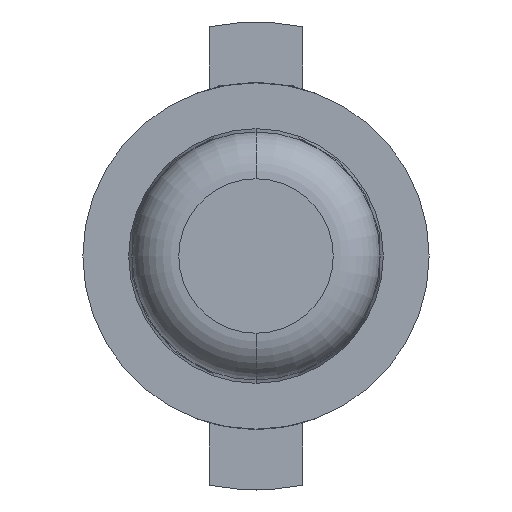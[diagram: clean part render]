
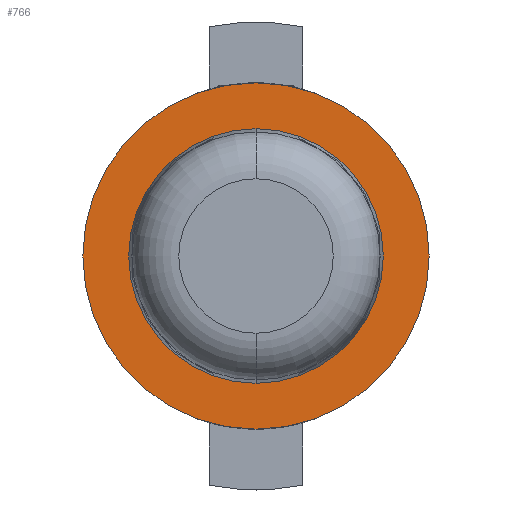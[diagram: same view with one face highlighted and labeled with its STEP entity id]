
A CAD part, front view. The second image highlights one B-rep face of the part: STEP entity #766.
In plain terms, the highlighted planar face has unit normal (0, -1, 0).
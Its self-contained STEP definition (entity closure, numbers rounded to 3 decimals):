
#30 = VERTEX_POINT ( 'NONE', #3442 ) ;
#109 = DIRECTION ( 'NONE',  ( 0., 0., -1. ) ) ;
#176 = CIRCLE ( 'NONE', #338, 1.36 ) ;
#195 = DIRECTION ( 'NONE',  ( 0., 0., -1. ) ) ;
#319 = FACE_BOUND ( 'NONE', #2151, .T. ) ;
#338 = AXIS2_PLACEMENT_3D ( 'NONE', #3198, #3181, #109 ) ;
#360 = ORIENTED_EDGE ( 'NONE', *, *, #1306, .T. ) ;
#412 = DIRECTION ( 'NONE',  ( 0., 0., -1. ) ) ;
#495 = CARTESIAN_POINT ( 'NONE',  ( 0., 15., 0. ) ) ;
#508 = ORIENTED_EDGE ( 'NONE', *, *, #941, .F. ) ;
#605 = AXIS2_PLACEMENT_3D ( 'NONE', #2265, #1363, #412 ) ;
#694 = DIRECTION ( 'NONE',  ( 0., 0., -1. ) ) ;
#766 = ADVANCED_FACE ( 'Defeature ausgef�hrt2_6', ( #1626, #319 ), #3468, .T. ) ;
#941 = EDGE_CURVE ( 'Defeature ausgef�hrt2_5+Defeature ausgef�hrt2_6+Defeature ausgef�hrt2_6+Defeature ausgef�hrt2_6', #1201, #2739, #176, .T. ) ;
#946 = EDGE_CURVE ( 'Defeature ausgef�hrt2_6+Defeature ausgef�hrt2_0+Defeature ausgef�hrt2_0+Defeature ausgef�hrt2_0', #30, #1788, #2160, .T. ) ;
#1095 = AXIS2_PLACEMENT_3D ( 'NONE', #1891, #1590, #1551 ) ;
#1121 = ORIENTED_EDGE ( 'NONE', *, *, #1766, .F. ) ;
#1201 = VERTEX_POINT ( 'NONE', #3714 ) ;
#1306 = EDGE_CURVE ( 'Defeature ausgef�hrt2_6+Defeature ausgef�hrt2_0+Defeature ausgef�hrt2_0+Defeature ausgef�hrt2_0', #1788, #30, #2247, .T. ) ;
#1363 = DIRECTION ( 'NONE',  ( 0., -1., 0. ) ) ;
#1438 = CARTESIAN_POINT ( 'NONE',  ( 0., 15., 1.85 ) ) ;
#1551 = DIRECTION ( 'NONE',  ( 0., 0., -1. ) ) ;
#1590 = DIRECTION ( 'NONE',  ( 0., -1., 0. ) ) ;
#1626 = FACE_OUTER_BOUND ( 'NONE', #3362, .T. ) ;
#1766 = EDGE_CURVE ( 'Defeature ausgef�hrt2_5+Defeature ausgef�hrt2_6+Defeature ausgef�hrt2_6+Defeature ausgef�hrt2_6', #2739, #1201, #3873, .T. ) ;
#1788 = VERTEX_POINT ( 'NONE', #1438 ) ;
#1855 = AXIS2_PLACEMENT_3D ( 'NONE', #495, #2332, #195 ) ;
#1891 = CARTESIAN_POINT ( 'NONE',  ( 1.36, 15., 0. ) ) ;
#1903 = CARTESIAN_POINT ( 'NONE',  ( 0., 15., 1.36 ) ) ;
#1927 = DIRECTION ( 'NONE',  ( 0., -1., 0. ) ) ;
#2151 = EDGE_LOOP ( 'NONE', ( #508, #1121 ) ) ;
#2160 = CIRCLE ( 'NONE', #605, 1.85 ) ;
#2247 = CIRCLE ( 'NONE', #3199, 1.85 ) ;
#2265 = CARTESIAN_POINT ( 'NONE',  ( 0., 15., 0. ) ) ;
#2332 = DIRECTION ( 'NONE',  ( 0., -1., 0. ) ) ;
#2549 = CARTESIAN_POINT ( 'NONE',  ( 0., 15., 0. ) ) ;
#2706 = ORIENTED_EDGE ( 'NONE', *, *, #946, .T. ) ;
#2739 = VERTEX_POINT ( 'NONE', #1903 ) ;
#3181 = DIRECTION ( 'NONE',  ( 0., -1., 0. ) ) ;
#3198 = CARTESIAN_POINT ( 'NONE',  ( 0., 15., 0. ) ) ;
#3199 = AXIS2_PLACEMENT_3D ( 'NONE', #2549, #1927, #694 ) ;
#3362 = EDGE_LOOP ( 'NONE', ( #2706, #360 ) ) ;
#3442 = CARTESIAN_POINT ( 'NONE',  ( 0., 15., -1.85 ) ) ;
#3468 = PLANE ( 'NONE',  #1095 ) ;
#3714 = CARTESIAN_POINT ( 'NONE',  ( 0., 15., -1.36 ) ) ;
#3873 = CIRCLE ( 'NONE', #1855, 1.36 ) ;
